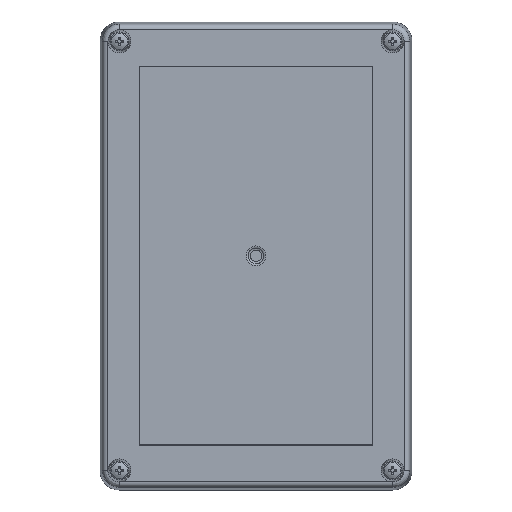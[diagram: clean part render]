
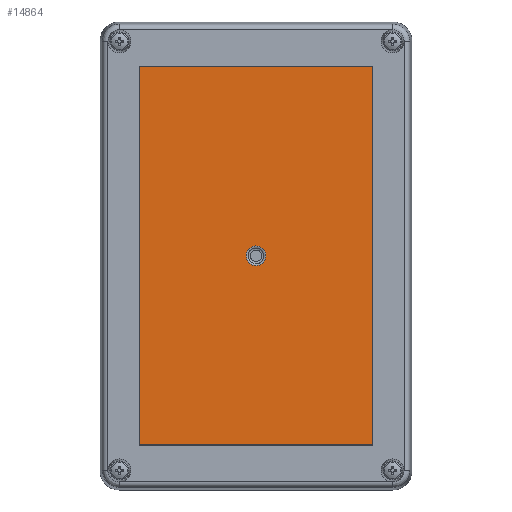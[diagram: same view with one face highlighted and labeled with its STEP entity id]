
A CAD part, top view. The second image highlights one B-rep face of the part: STEP entity #14864.
In plain terms, the highlighted planar face has unit normal (0, 0, 1).
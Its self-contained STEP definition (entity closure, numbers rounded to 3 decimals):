
#393=FACE_BOUND('',#5308,.T.);
#1418=LINE('',#25329,#2503);
#1422=LINE('',#25337,#2507);
#1425=LINE('',#25343,#2510);
#1428=LINE('',#25348,#2513);
#2503=VECTOR('',#18374,10.);
#2507=VECTOR('',#18380,10.);
#2510=VECTOR('',#18385,10.);
#2513=VECTOR('',#18390,10.);
#3682=PLANE('',#16081);
#4332=FACE_OUTER_BOUND('',#5307,.T.);
#5307=EDGE_LOOP('',(#11627,#11628,#11629,#11630));
#5308=EDGE_LOOP('',(#11631));
#6135=CIRCLE('',#16079,3.164);
#6996=VERTEX_POINT('',#25327);
#6997=VERTEX_POINT('',#25328);
#7000=VERTEX_POINT('',#25336);
#7002=VERTEX_POINT('',#25342);
#7007=VERTEX_POINT('',#25420);
#8622=EDGE_CURVE('',#6996,#6997,#1418,.T.);
#8626=EDGE_CURVE('',#7000,#6996,#1422,.T.);
#8629=EDGE_CURVE('',#7002,#7000,#1425,.T.);
#8632=EDGE_CURVE('',#6997,#7002,#1428,.T.);
#8638=EDGE_CURVE('',#7007,#7007,#6135,.T.);
#11627=ORIENTED_EDGE('',*,*,#8626,.F.);
#11628=ORIENTED_EDGE('',*,*,#8629,.F.);
#11629=ORIENTED_EDGE('',*,*,#8632,.F.);
#11630=ORIENTED_EDGE('',*,*,#8622,.F.);
#11631=ORIENTED_EDGE('',*,*,#8638,.F.);
#14864=ADVANCED_FACE('',(#4332,#393),#3682,.T.);
#16079=AXIS2_PLACEMENT_3D('',#25421,#18398,#18399);
#16081=AXIS2_PLACEMENT_3D('',#25423,#18402,#18403);
#18374=DIRECTION('',(0.,-1.,0.));
#18380=DIRECTION('',(1.,0.,0.));
#18385=DIRECTION('',(0.,1.,0.));
#18390=DIRECTION('',(-1.,0.,0.));
#18398=DIRECTION('center_axis',(0.,0.,1.));
#18399=DIRECTION('ref_axis',(-1.,0.,0.));
#18402=DIRECTION('center_axis',(0.,0.,1.));
#18403=DIRECTION('ref_axis',(1.,0.,0.));
#25327=CARTESIAN_POINT('',(37.4,60.6,58.9));
#25328=CARTESIAN_POINT('',(37.4,-60.6,58.9));
#25329=CARTESIAN_POINT('',(37.4,30.3,58.9));
#25336=CARTESIAN_POINT('',(-37.4,60.6,58.9));
#25337=CARTESIAN_POINT('',(-18.7,60.6,58.9));
#25342=CARTESIAN_POINT('',(-37.4,-60.6,58.9));
#25343=CARTESIAN_POINT('',(-37.4,-30.3,58.9));
#25348=CARTESIAN_POINT('',(18.7,-60.6,58.9));
#25420=CARTESIAN_POINT('',(3.164,0.,58.9));
#25421=CARTESIAN_POINT('Origin',(0.,0.,58.9));
#25423=CARTESIAN_POINT('Origin',(0.,0.,
58.9));
